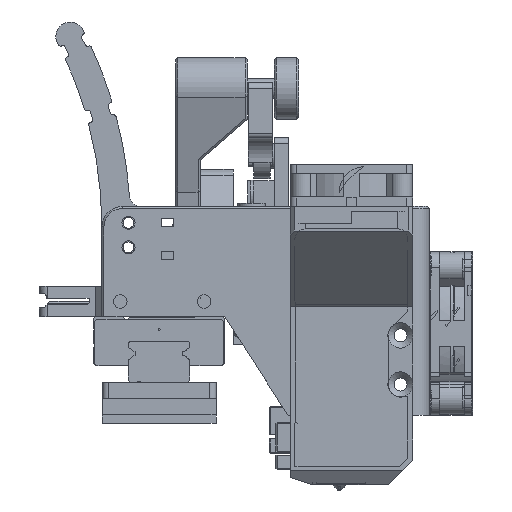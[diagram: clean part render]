
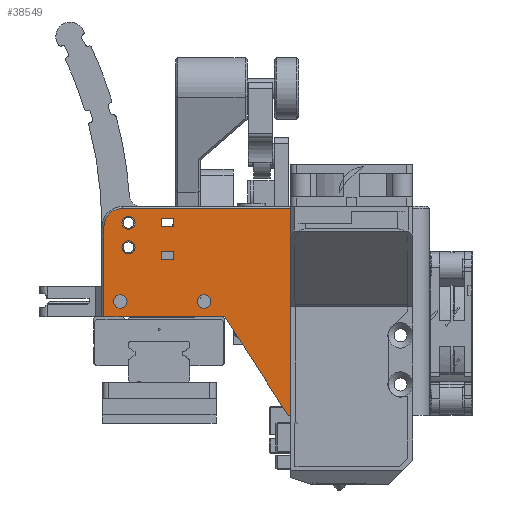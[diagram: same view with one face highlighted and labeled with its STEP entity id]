
A CAD part, front view. The second image highlights one B-rep face of the part: STEP entity #38549.
In plain terms, the highlighted planar face has unit normal (0, -1, 0).
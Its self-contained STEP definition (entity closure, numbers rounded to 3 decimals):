
#2157=FACE_BOUND('',#7178,.T.);
#2158=FACE_BOUND('',#7179,.T.);
#2159=FACE_BOUND('',#7180,.T.);
#2160=FACE_BOUND('',#7181,.T.);
#2161=FACE_BOUND('',#7182,.T.);
#2162=FACE_BOUND('',#7183,.T.);
#2163=FACE_BOUND('',#7184,.T.);
#2164=FACE_BOUND('',#7185,.T.);
#2987=CIRCLE('',#41555,4.5);
#3031=CIRCLE('',#41728,1.85);
#3032=CIRCLE('',#41730,1.85);
#3033=CIRCLE('',#41731,1.6);
#3034=CIRCLE('',#41732,1.6);
#3035=CIRCLE('',#41733,1.65);
#3036=CIRCLE('',#41734,1.65);
#4847=FACE_OUTER_BOUND('',#7177,.T.);
#7177=EDGE_LOOP('',(#30543,#30544,#30545,#30546,#30547,#30548,#30549));
#7178=EDGE_LOOP('',(#30550));
#7179=EDGE_LOOP('',(#30551,#30552,#30553,#30554));
#7180=EDGE_LOOP('',(#30555));
#7181=EDGE_LOOP('',(#30556,#30557,#30558,#30559));
#7182=EDGE_LOOP('',(#30560));
#7183=EDGE_LOOP('',(#30561));
#7184=EDGE_LOOP('',(#30562));
#7185=EDGE_LOOP('',(#30563));
#9855=LINE('',#62805,#13468);
#9859=LINE('',#62817,#13472);
#10136=LINE('',#63904,#13749);
#10137=LINE('',#63906,#13750);
#10138=LINE('',#63908,#13751);
#10139=LINE('',#63909,#13752);
#10140=LINE('',#63914,#13753);
#10141=LINE('',#63916,#13754);
#10142=LINE('',#63918,#13755);
#10143=LINE('',#63919,#13756);
#10144=LINE('',#63924,#13757);
#10145=LINE('',#63926,#13758);
#10146=LINE('',#63928,#13759);
#10147=LINE('',#63929,#13760);
#13468=VECTOR('',#48371,10.);
#13472=VECTOR('',#48383,10.);
#13749=VECTOR('',#49006,10.);
#13750=VECTOR('',#49007,10.);
#13751=VECTOR('',#49008,10.);
#13752=VECTOR('',#49009,10.);
#13753=VECTOR('',#49012,10.);
#13754=VECTOR('',#49013,10.);
#13755=VECTOR('',#49014,10.);
#13756=VECTOR('',#49015,10.);
#13757=VECTOR('',#49018,10.);
#13758=VECTOR('',#49019,10.);
#13759=VECTOR('',#49020,10.);
#13760=VECTOR('',#49021,10.);
#17251=VERTEX_POINT('',#62797);
#17253=VERTEX_POINT('',#62803);
#17255=VERTEX_POINT('',#62810);
#17257=VERTEX_POINT('',#62815);
#17523=VERTEX_POINT('',#63899);
#17524=VERTEX_POINT('',#63903);
#17525=VERTEX_POINT('',#63905);
#17526=VERTEX_POINT('',#63907);
#17527=VERTEX_POINT('',#63910);
#17528=VERTEX_POINT('',#63912);
#17529=VERTEX_POINT('',#63913);
#17530=VERTEX_POINT('',#63915);
#17531=VERTEX_POINT('',#63917);
#17532=VERTEX_POINT('',#63920);
#17533=VERTEX_POINT('',#63922);
#17534=VERTEX_POINT('',#63923);
#17535=VERTEX_POINT('',#63925);
#17536=VERTEX_POINT('',#63927);
#17537=VERTEX_POINT('',#63930);
#17538=VERTEX_POINT('',#63932);
#17539=VERTEX_POINT('',#63934);
#21790=EDGE_CURVE('',#17253,#17251,#9855,.T.);
#21794=EDGE_CURVE('',#17255,#17253,#2987,.T.);
#21796=EDGE_CURVE('',#17257,#17255,#9859,.T.);
#22179=EDGE_CURVE('',#17523,#17523,#3031,.T.);
#22181=EDGE_CURVE('',#17257,#17524,#10136,.T.);
#22182=EDGE_CURVE('',#17524,#17525,#10137,.T.);
#22183=EDGE_CURVE('',#17526,#17525,#10138,.T.);
#22184=EDGE_CURVE('',#17251,#17526,#10139,.T.);
#22185=EDGE_CURVE('',#17527,#17527,#3032,.T.);
#22186=EDGE_CURVE('',#17528,#17529,#10140,.T.);
#22187=EDGE_CURVE('',#17529,#17530,#10141,.T.);
#22188=EDGE_CURVE('',#17530,#17531,#10142,.T.);
#22189=EDGE_CURVE('',#17531,#17528,#10143,.T.);
#22190=EDGE_CURVE('',#17532,#17532,#3033,.T.);
#22191=EDGE_CURVE('',#17533,#17534,#10144,.T.);
#22192=EDGE_CURVE('',#17534,#17535,#10145,.T.);
#22193=EDGE_CURVE('',#17535,#17536,#10146,.T.);
#22194=EDGE_CURVE('',#17536,#17533,#10147,.T.);
#22195=EDGE_CURVE('',#17537,#17537,#3034,.T.);
#22196=EDGE_CURVE('',#17538,#17538,#3035,.T.);
#22197=EDGE_CURVE('',#17539,#17539,#3036,.T.);
#30543=ORIENTED_EDGE('',*,*,#21796,.F.);
#30544=ORIENTED_EDGE('',*,*,#22181,.T.);
#30545=ORIENTED_EDGE('',*,*,#22182,.T.);
#30546=ORIENTED_EDGE('',*,*,#22183,.F.);
#30547=ORIENTED_EDGE('',*,*,#22184,.F.);
#30548=ORIENTED_EDGE('',*,*,#21790,.F.);
#30549=ORIENTED_EDGE('',*,*,#21794,.F.);
#30550=ORIENTED_EDGE('',*,*,#22185,.F.);
#30551=ORIENTED_EDGE('',*,*,#22186,.T.);
#30552=ORIENTED_EDGE('',*,*,#22187,.T.);
#30553=ORIENTED_EDGE('',*,*,#22188,.T.);
#30554=ORIENTED_EDGE('',*,*,#22189,.T.);
#30555=ORIENTED_EDGE('',*,*,#22190,.T.);
#30556=ORIENTED_EDGE('',*,*,#22191,.T.);
#30557=ORIENTED_EDGE('',*,*,#22192,.T.);
#30558=ORIENTED_EDGE('',*,*,#22193,.T.);
#30559=ORIENTED_EDGE('',*,*,#22194,.T.);
#30560=ORIENTED_EDGE('',*,*,#22195,.T.);
#30561=ORIENTED_EDGE('',*,*,#22196,.T.);
#30562=ORIENTED_EDGE('',*,*,#22197,.T.);
#30563=ORIENTED_EDGE('',*,*,#22179,.F.);
#36929=PLANE('',#41729);
#38549=ADVANCED_FACE('',(#4847,#2157,#2158,#2159,#2160,#2161,#2162,#2163,
#2164),#36929,.T.);
#41555=AXIS2_PLACEMENT_3D('',#62812,#48378,#48379);
#41728=AXIS2_PLACEMENT_3D('',#63900,#49001,#49002);
#41729=AXIS2_PLACEMENT_3D('',#63902,#49004,#49005);
#41730=AXIS2_PLACEMENT_3D('',#63911,#49010,#49011);
#41731=AXIS2_PLACEMENT_3D('',#63921,#49016,#49017);
#41732=AXIS2_PLACEMENT_3D('',#63931,#49022,#49023);
#41733=AXIS2_PLACEMENT_3D('',#63933,#49024,#49025);
#41734=AXIS2_PLACEMENT_3D('',#63935,#49026,#49027);
#48371=DIRECTION('',(1.,0.,0.));
#48378=DIRECTION('center_axis',(0.,1.,0.));
#48379=DIRECTION('ref_axis',(-0.707,0.,0.707));
#48383=DIRECTION('',(0.,0.,1.));
#49001=DIRECTION('center_axis',(0.,-1.,0.));
#49002=DIRECTION('ref_axis',(-1.,0.,0.));
#49004=DIRECTION('center_axis',(0.,-1.,0.));
#49005=DIRECTION('ref_axis',(-1.,0.,0.));
#49006=DIRECTION('',(1.,0.,0.));
#49007=DIRECTION('',(0.542,0.,-0.84));
#49008=DIRECTION('',(-1.,0.,0.));
#49009=DIRECTION('',(0.,0.,-1.));
#49010=DIRECTION('center_axis',(0.,-1.,0.));
#49011=DIRECTION('ref_axis',(-1.,0.,0.));
#49012=DIRECTION('',(0.,0.,-1.));
#49013=DIRECTION('',(-1.,0.,0.));
#49014=DIRECTION('',(0.,0.,1.));
#49015=DIRECTION('',(1.,0.,0.));
#49016=DIRECTION('center_axis',(0.,1.,0.));
#49017=DIRECTION('ref_axis',(-1.,0.,0.));
#49018=DIRECTION('',(0.,0.,-1.));
#49019=DIRECTION('',(-1.,0.,0.));
#49020=DIRECTION('',(0.,0.,1.));
#49021=DIRECTION('',(1.,0.,0.));
#49022=DIRECTION('center_axis',(0.,1.,0.));
#49023=DIRECTION('ref_axis',(-1.,0.,0.));
#49024=DIRECTION('center_axis',(0.,1.,0.));
#49025=DIRECTION('ref_axis',(1.,0.,0.));
#49026=DIRECTION('center_axis',(0.,1.,0.));
#49027=DIRECTION('ref_axis',(1.,0.,0.));
#62797=CARTESIAN_POINT('',(19.,-13.507,62.461));
#62803=CARTESIAN_POINT('',(-51.,-13.507,62.461));
#62805=CARTESIAN_POINT('',(0.25,-13.507,62.461));
#62810=CARTESIAN_POINT('',(-55.5,-13.507,57.961));
#62812=CARTESIAN_POINT('Origin',(-51.,-13.507,57.961));
#62815=CARTESIAN_POINT('',(-55.5,-13.507,36.));
#62817=CARTESIAN_POINT('',(-55.5,-13.507,62.961));
#63899=CARTESIAN_POINT('',(18.85,-13.507,31.452));
#63900=CARTESIAN_POINT('Origin',(17.,-13.507,31.452));
#63902=CARTESIAN_POINT('Origin',(20.,-13.507,62.961));
#63903=CARTESIAN_POINT('',(-26.,-13.507,36.));
#63904=CARTESIAN_POINT('',(-16.5,-13.507,36.));
#63905=CARTESIAN_POINT('',(-10.5,-13.507,11.961));
#63906=CARTESIAN_POINT('',(-25.826,-13.507,35.73));
#63907=CARTESIAN_POINT('',(19.,-13.507,11.961));
#63908=CARTESIAN_POINT('',(20.,-13.507,11.961));
#63909=CARTESIAN_POINT('',(19.,-13.507,62.961));
#63910=CARTESIAN_POINT('',(18.85,-13.507,19.452));
#63911=CARTESIAN_POINT('Origin',(17.,-13.507,19.452));
#63912=CARTESIAN_POINT('',(-38.5,-13.507,51.961));
#63913=CARTESIAN_POINT('',(-38.5,-13.507,49.961));
#63914=CARTESIAN_POINT('',(-38.5,-13.507,56.461));
#63915=CARTESIAN_POINT('',(-41.5,-13.507,49.961));
#63916=CARTESIAN_POINT('',(-10.75,-13.507,49.961));
#63917=CARTESIAN_POINT('',(-41.5,-13.507,51.961));
#63918=CARTESIAN_POINT('',(-41.5,-13.507,57.461));
#63919=CARTESIAN_POINT('',(-9.25,-13.507,51.961));
#63920=CARTESIAN_POINT('',(-47.9,-13.507,52.961));
#63921=CARTESIAN_POINT('Origin',(-49.5,-13.507,52.961));
#63922=CARTESIAN_POINT('',(-38.5,-13.507,59.961));
#63923=CARTESIAN_POINT('',(-38.5,-13.507,57.961));
#63924=CARTESIAN_POINT('',(-38.5,-13.507,60.461));
#63925=CARTESIAN_POINT('',(-41.5,-13.507,57.961));
#63926=CARTESIAN_POINT('',(-10.75,-13.507,57.961));
#63927=CARTESIAN_POINT('',(-41.5,-13.507,59.961));
#63928=CARTESIAN_POINT('',(-41.5,-13.507,61.461));
#63929=CARTESIAN_POINT('',(-9.25,-13.507,59.961));
#63930=CARTESIAN_POINT('',(-47.9,-13.507,58.961));
#63931=CARTESIAN_POINT('Origin',(-49.5,-13.507,58.961));
#63932=CARTESIAN_POINT('',(-53.15,-13.507,39.75));
#63933=CARTESIAN_POINT('Origin',(-51.5,-13.507,39.75));
#63934=CARTESIAN_POINT('',(-32.65,-13.507,39.75));
#63935=CARTESIAN_POINT('Origin',(-31.,-13.507,39.75));
